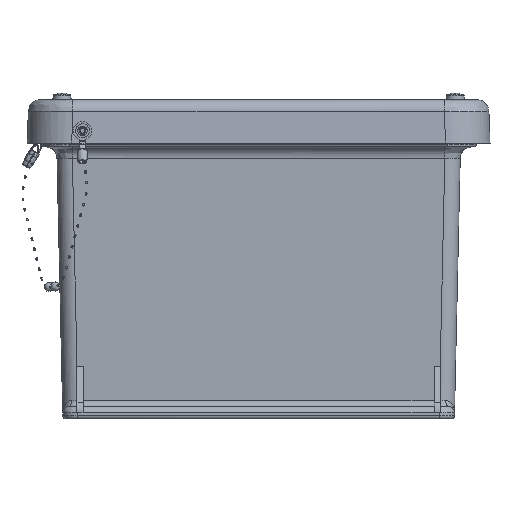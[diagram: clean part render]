
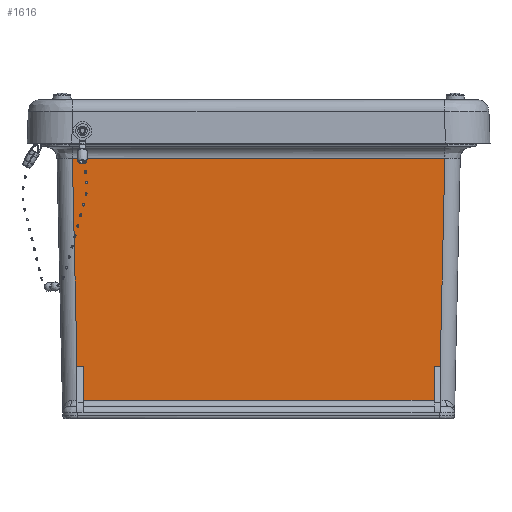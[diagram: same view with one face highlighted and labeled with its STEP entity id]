
A CAD part, front view. The second image highlights one B-rep face of the part: STEP entity #1616.
In plain terms, the highlighted planar face has unit normal (0, -1, -0.022).
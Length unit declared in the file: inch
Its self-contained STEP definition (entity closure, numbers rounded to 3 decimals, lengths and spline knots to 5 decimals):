
#1616 = ADVANCED_FACE ( 'NONE', ( #9037 ), #10807, .T. ) ;
#2076 = VERTEX_POINT ( 'NONE', #69982 ) ;
#2178 = EDGE_CURVE ( 'NONE', #49229, #18606, #51608, .T. ) ;
#4263 = VECTOR ( 'NONE', #52176, 39.37008 ) ;
#6877 = VERTEX_POINT ( 'NONE', #65036 ) ;
#9037 = FACE_OUTER_BOUND ( 'NONE', #61570, .T. ) ;
#9462 = LINE ( 'NONE', #49772, #47904 ) ;
#10559 = DIRECTION ( 'NONE',  ( 0., -1., -0.022 ) ) ;
#10807 = PLANE ( 'NONE',  #26457 ) ;
#10998 = CARTESIAN_POINT ( 'NONE',  ( 4.01005, -5.04361, 2.1616 ) ) ;
#11217 = DIRECTION ( 'NONE',  ( 0., 0.022, -1. ) ) ;
#12294 = DIRECTION ( 'NONE',  ( 1., 0., 0. ) ) ;
#15107 = VECTOR ( 'NONE', #56764, 39.37008 ) ;
#18552 = CARTESIAN_POINT ( 'NONE',  ( 3.7911, -4.94913, -2.06692 ) ) ;
#18606 = VERTEX_POINT ( 'NONE', #52284 ) ;
#20604 = DIRECTION ( 'NONE',  ( 0., 0.022, -1. ) ) ;
#20741 = VECTOR ( 'NONE', #68168, 39.37008 ) ;
#23230 = VECTOR ( 'NONE', #20604, 39.37008 ) ;
#24385 = VECTOR ( 'NONE', #55060, 39.37008 ) ;
#25619 = CARTESIAN_POINT ( 'NONE',  ( -3.3479, -4.94913, -2.06692 ) ) ;
#26457 = AXIS2_PLACEMENT_3D ( 'NONE', #50087, #10559, #38903 ) ;
#26708 = VERTEX_POINT ( 'NONE', #36196 ) ;
#27136 = EDGE_CURVE ( 'NONE', #38824, #43729, #45106, .T. ) ;
#31247 = ORIENTED_EDGE ( 'NONE', *, *, #35447, .F. ) ;
#31326 = LINE ( 'NONE', #41175, #20741 ) ;
#31671 = CARTESIAN_POINT ( 'NONE',  ( 4.2046, -5.04361, 2.1616 ) ) ;
#32351 = ORIENTED_EDGE ( 'NONE', *, *, #32353, .T. ) ;
#32353 = EDGE_CURVE ( 'NONE', #2076, #26708, #33130, .T. ) ;
#33130 = LINE ( 'NONE', #54828, #24385 ) ;
#34239 = ORIENTED_EDGE ( 'NONE', *, *, #70506, .F. ) ;
#35447 = EDGE_CURVE ( 'NONE', #2076, #50522, #38034, .T. ) ;
#35486 = CARTESIAN_POINT ( 'NONE',  ( 4.2046, -4.94913, -2.06692 ) ) ;
#36196 = CARTESIAN_POINT ( 'NONE',  ( 3.91557, -4.94913, -2.06692 ) ) ;
#38034 = LINE ( 'NONE', #18552, #23230 ) ;
#38625 = EDGE_CURVE ( 'NONE', #43729, #6877, #9462, .T. ) ;
#38824 = VERTEX_POINT ( 'NONE', #50997 ) ;
#38903 = DIRECTION ( 'NONE',  ( 0., 0.022, -1. ) ) ;
#40444 = ORIENTED_EDGE ( 'NONE', *, *, #55670, .F. ) ;
#40612 = ORIENTED_EDGE ( 'NONE', *, *, #27136, .T. ) ;
#41175 = CARTESIAN_POINT ( 'NONE',  ( -3.44664, -4.92341, -3.2179 ) ) ;
#41214 = CARTESIAN_POINT ( 'NONE',  ( 3.88935, -4.92291, -3.24022 ) ) ;
#43333 = VECTOR ( 'NONE', #12294, 39.37008 ) ;
#43729 = VERTEX_POINT ( 'NONE', #25619 ) ;
#44678 = VECTOR ( 'NONE', #64952, 39.37008 ) ;
#45106 = LINE ( 'NONE', #35486, #43333 ) ;
#46232 = ORIENTED_EDGE ( 'NONE', *, *, #38625, .T. ) ;
#46636 = ORIENTED_EDGE ( 'NONE', *, *, #2178, .T. ) ;
#46941 = ORIENTED_EDGE ( 'NONE', *, *, #53664, .T. ) ;
#47904 = VECTOR ( 'NONE', #11217, 39.37008 ) ;
#49229 = VERTEX_POINT ( 'NONE', #10998 ) ;
#49643 = LINE ( 'NONE', #41214, #4263 ) ;
#49772 = CARTESIAN_POINT ( 'NONE',  ( -3.3479, -4.94913, -2.06692 ) ) ;
#50087 = CARTESIAN_POINT ( 'NONE',  ( 4.2046, -4.92524, -3.13598 ) ) ;
#50522 = VERTEX_POINT ( 'NONE', #66200 ) ;
#50997 = CARTESIAN_POINT ( 'NONE',  ( -3.47236, -4.94913, -2.06692 ) ) ;
#51608 = LINE ( 'NONE', #31671, #44678 ) ;
#52176 = DIRECTION ( 'NONE',  ( -0.022, 0.022, -1. ) ) ;
#52284 = CARTESIAN_POINT ( 'NONE',  ( -3.56684, -5.04361, 2.1616 ) ) ;
#52674 = LINE ( 'NONE', #62371, #15107 ) ;
#53664 = EDGE_CURVE ( 'NONE', #6877, #50522, #52674, .T. ) ;
#54828 = CARTESIAN_POINT ( 'NONE',  ( 4.2046, -4.94913, -2.06692 ) ) ;
#55060 = DIRECTION ( 'NONE',  ( 1., 0., 0. ) ) ;
#55670 = EDGE_CURVE ( 'NONE', #49229, #26708, #49643, .T. ) ;
#56764 = DIRECTION ( 'NONE',  ( 1., 0., 0. ) ) ;
#61570 = EDGE_LOOP ( 'NONE', ( #40612, #46232, #46941, #31247, #32351, #40444, #46636, #34239 ) ) ;
#62371 = CARTESIAN_POINT ( 'NONE',  ( 2.2131, -4.93368, -2.75819 ) ) ;
#64952 = DIRECTION ( 'NONE',  ( -1., 0., 0. ) ) ;
#65036 = CARTESIAN_POINT ( 'NONE',  ( -3.3479, -4.93368, -2.75819 ) ) ;
#66200 = CARTESIAN_POINT ( 'NONE',  ( 3.7911, -4.93368, -2.75819 ) ) ;
#68168 = DIRECTION ( 'NONE',  ( -0.022, -0.022, 1. ) ) ;
#69982 = CARTESIAN_POINT ( 'NONE',  ( 3.7911, -4.94913, -2.06692 ) ) ;
#70506 = EDGE_CURVE ( 'NONE', #38824, #18606, #31326, .T. ) ;
